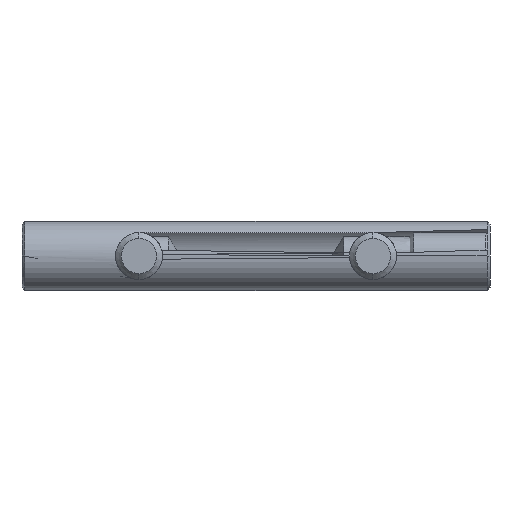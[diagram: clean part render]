
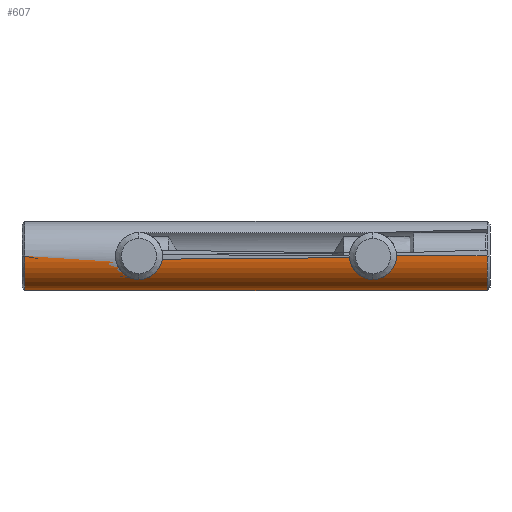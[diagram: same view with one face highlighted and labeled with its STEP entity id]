
A CAD part, left-side view. The second image highlights one B-rep face of the part: STEP entity #607.
In plain terms, the highlighted cylindrical face has radius 5.9 mm (diameter 11.8 mm), a partial arc.
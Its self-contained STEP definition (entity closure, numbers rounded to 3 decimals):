
#141=CARTESIAN_POINT('',(9.1,19.5,0.0));
#142=VERTEX_POINT('',#141);
#151=CARTESIAN_POINT('',(20.9,19.5,0.0));
#152=VERTEX_POINT('',#151);
#183=CARTESIAN_POINT('',(9.1,-59.5,0.0));
#184=VERTEX_POINT('',#183);
#185=CARTESIAN_POINT('',(9.1,-59.5,0.0));
#186=DIRECTION('',(0.0,1.0,0.0));
#187=VECTOR('',#186,79.0);
#188=LINE('',#185,#187);
#189=EDGE_CURVE('',#184,#142,#188,.T.);
#191=CARTESIAN_POINT('',(20.9,-59.5,0.0));
#192=VERTEX_POINT('',#191);
#200=CARTESIAN_POINT('',(20.9,-44.0,0.0));
#201=VERTEX_POINT('',#200);
#202=CARTESIAN_POINT('',(20.9,-59.5,0.0));
#203=DIRECTION('',(0.0,1.0,0.0));
#204=VECTOR('',#203,15.5);
#205=LINE('',#202,#204);
#206=EDGE_CURVE('',#192,#201,#205,.T.);
#208=CARTESIAN_POINT('',(20.9,-36.0,0.0));
#209=VERTEX_POINT('',#208);
#247=CARTESIAN_POINT('',(20.9,-4.0,0.0));
#248=VERTEX_POINT('',#247);
#249=CARTESIAN_POINT('',(20.9,-36.0,0.0));
#250=DIRECTION('',(0.0,1.0,0.0));
#251=VECTOR('',#250,32.0);
#252=LINE('',#249,#251);
#253=EDGE_CURVE('',#209,#248,#252,.T.);
#255=CARTESIAN_POINT('',(20.9,4.0,0.0));
#256=VERTEX_POINT('',#255);
#294=CARTESIAN_POINT('',(20.9,4.0,0.0));
#295=DIRECTION('',(0.0,1.0,0.0));
#296=VECTOR('',#295,15.5);
#297=LINE('',#294,#296);
#298=EDGE_CURVE('',#256,#152,#297,.T.);
#471=CARTESIAN_POINT('',(15.0,-59.5,0.0));
#472=DIRECTION('',(0.0,-1.0,0.0));
#473=DIRECTION('',(-1.0,0.0,0.0));
#474=AXIS2_PLACEMENT_3D('',#471,#472,#473);
#475=CIRCLE('',#474,5.9);
#476=EDGE_CURVE('',#184,#192,#475,.T.);
#514=CARTESIAN_POINT('',(15.0,23.45,0.0));
#515=DIRECTION('',(0.,-1.0,0.0));
#516=DIRECTION('',(-1.0,0.0,0.0));
#517=AXIS2_PLACEMENT_3D('',#514,#515,#516);
#518=CYLINDRICAL_SURFACE('',#517,5.9);
#519=ORIENTED_EDGE('',*,*,#189,.T.);
#520=CARTESIAN_POINT('',(15.0,19.5,0.0));
#521=DIRECTION('',(0.0,1.0,0.0));
#522=DIRECTION('',(-1.0,0.0,0.0));
#523=AXIS2_PLACEMENT_3D('',#520,#521,#522);
#524=CIRCLE('',#523,5.9);
#525=EDGE_CURVE('',#152,#142,#524,.T.);
#526=ORIENTED_EDGE('',*,*,#525,.F.);
#527=ORIENTED_EDGE('',*,*,#298,.F.);
#528=CARTESIAN_POINT('',(20.9,4.0,0.0));
#529=CARTESIAN_POINT('',(20.9,4.0,-0.45));
#530=CARTESIAN_POINT('',(20.845,3.921,-0.917));
#531=CARTESIAN_POINT('',(20.743,3.765,-1.352));
#532=CARTESIAN_POINT('',(20.631,3.594,-1.828));
#533=CARTESIAN_POINT('',(20.463,3.331,-2.265));
#534=CARTESIAN_POINT('',(20.286,3.021,-2.622));
#535=CARTESIAN_POINT('',(20.201,2.873,-2.792));
#536=CARTESIAN_POINT('',(20.116,2.717,-2.944));
#537=CARTESIAN_POINT('',(20.027,2.543,-3.088));
#538=CARTESIAN_POINT('',(19.832,2.155,-3.407));
#539=CARTESIAN_POINT('',(19.629,1.689,-3.664));
#540=CARTESIAN_POINT('',(19.496,1.185,-3.821));
#541=CARTESIAN_POINT('',(19.401,0.826,-3.932));
#542=CARTESIAN_POINT('',(19.344,0.448,-3.992));
#543=CARTESIAN_POINT('',(19.338,0.076,-3.999));
#544=CARTESIAN_POINT('',(19.332,-0.247,-4.005));
#545=CARTESIAN_POINT('',(19.364,-0.574,-3.972));
#546=CARTESIAN_POINT('',(19.428,-0.893,-3.899));
#547=CARTESIAN_POINT('',(19.518,-1.338,-3.797));
#548=CARTESIAN_POINT('',(19.669,-1.762,-3.618));
#549=CARTESIAN_POINT('',(19.835,-2.137,-3.381));
#550=CARTESIAN_POINT('',(19.941,-2.377,-3.229));
#551=CARTESIAN_POINT('',(20.053,-2.598,-3.054));
#552=CARTESIAN_POINT('',(20.158,-2.792,-2.865));
#553=CARTESIAN_POINT('',(20.231,-2.927,-2.733));
#554=CARTESIAN_POINT('',(20.304,-3.055,-2.589));
#555=CARTESIAN_POINT('',(20.375,-3.176,-2.432));
#556=CARTESIAN_POINT('',(20.539,-3.452,-2.071));
#557=CARTESIAN_POINT('',(20.685,-3.677,-1.645));
#558=CARTESIAN_POINT('',(20.779,-3.819,-1.189));
#559=CARTESIAN_POINT('',(20.859,-3.94,-0.802));
#560=CARTESIAN_POINT('',(20.9,-4.0,-0.394));
#561=CARTESIAN_POINT('',(20.9,-4.0,0.0));
#562=B_SPLINE_CURVE_WITH_KNOTS('',3,(#528,#529,#530,#531,#532,#533,#534,#535,#536,#537,#538,#539,#540,#541,#542,#543,#544,#545,#546,#547,#548,#549,#550,#551,#552,#553,#554,#555,#556,#557,#558,#559,#560,#561),.UNSPECIFIED.,.F.,.U.,(4,3,3,3,3,3,3,3,3,3,3,4),(0.629,0.764,0.912,0.982,1.139,1.25,1.347,1.482,1.569,1.629,1.769,1.887),.UNSPECIFIED.);
#563=EDGE_CURVE('',#256,#248,#562,.T.);
#564=ORIENTED_EDGE('',*,*,#563,.T.);
#565=ORIENTED_EDGE('',*,*,#253,.F.);
#566=CARTESIAN_POINT('',(20.9,-36.0,0.0));
#567=CARTESIAN_POINT('',(20.9,-36.0,-0.45));
#568=CARTESIAN_POINT('',(20.845,-36.079,-0.917));
#569=CARTESIAN_POINT('',(20.743,-36.235,-1.352));
#570=CARTESIAN_POINT('',(20.631,-36.406,-1.828));
#571=CARTESIAN_POINT('',(20.463,-36.669,-2.265));
#572=CARTESIAN_POINT('',(20.286,-36.979,-2.622));
#573=CARTESIAN_POINT('',(20.201,-37.127,-2.792));
#574=CARTESIAN_POINT('',(20.116,-37.283,-2.944));
#575=CARTESIAN_POINT('',(20.027,-37.457,-3.088));
#576=CARTESIAN_POINT('',(19.832,-37.845,-3.407));
#577=CARTESIAN_POINT('',(19.629,-38.311,-3.664));
#578=CARTESIAN_POINT('',(19.496,-38.815,-3.821));
#579=CARTESIAN_POINT('',(19.401,-39.174,-3.932));
#580=CARTESIAN_POINT('',(19.344,-39.552,-3.992));
#581=CARTESIAN_POINT('',(19.338,-39.924,-3.999));
#582=CARTESIAN_POINT('',(19.332,-40.247,-4.005));
#583=CARTESIAN_POINT('',(19.364,-40.574,-3.972));
#584=CARTESIAN_POINT('',(19.428,-40.893,-3.899));
#585=CARTESIAN_POINT('',(19.518,-41.338,-3.797));
#586=CARTESIAN_POINT('',(19.669,-41.762,-3.618));
#587=CARTESIAN_POINT('',(19.835,-42.137,-3.381));
#588=CARTESIAN_POINT('',(19.941,-42.377,-3.229));
#589=CARTESIAN_POINT('',(20.053,-42.598,-3.054));
#590=CARTESIAN_POINT('',(20.158,-42.792,-2.865));
#591=CARTESIAN_POINT('',(20.231,-42.927,-2.733));
#592=CARTESIAN_POINT('',(20.304,-43.055,-2.589));
#593=CARTESIAN_POINT('',(20.375,-43.176,-2.432));
#594=CARTESIAN_POINT('',(20.539,-43.452,-2.071));
#595=CARTESIAN_POINT('',(20.685,-43.677,-1.645));
#596=CARTESIAN_POINT('',(20.779,-43.819,-1.189));
#597=CARTESIAN_POINT('',(20.859,-43.94,-0.802));
#598=CARTESIAN_POINT('',(20.9,-44.0,-0.394));
#599=CARTESIAN_POINT('',(20.9,-44.0,0.0));
#600=B_SPLINE_CURVE_WITH_KNOTS('',3,(#566,#567,#568,#569,#570,#571,#572,#573,#574,#575,#576,#577,#578,#579,#580,#581,#582,#583,#584,#585,#586,#587,#588,#589,#590,#591,#592,#593,#594,#595,#596,#597,#598,#599),.UNSPECIFIED.,.F.,.U.,(4,3,3,3,3,3,3,3,3,3,3,4),(0.629,0.764,0.912,0.982,1.139,1.25,1.347,1.482,1.569,1.629,1.769,1.887),.UNSPECIFIED.);
#601=EDGE_CURVE('',#209,#201,#600,.T.);
#602=ORIENTED_EDGE('',*,*,#601,.T.);
#603=ORIENTED_EDGE('',*,*,#206,.F.);
#604=ORIENTED_EDGE('',*,*,#476,.F.);
#605=EDGE_LOOP('',(#519,#526,#527,#564,#565,#602,#603,#604));
#606=FACE_OUTER_BOUND('',#605,.T.);
#607=ADVANCED_FACE('',(#606),#518,.T.);
